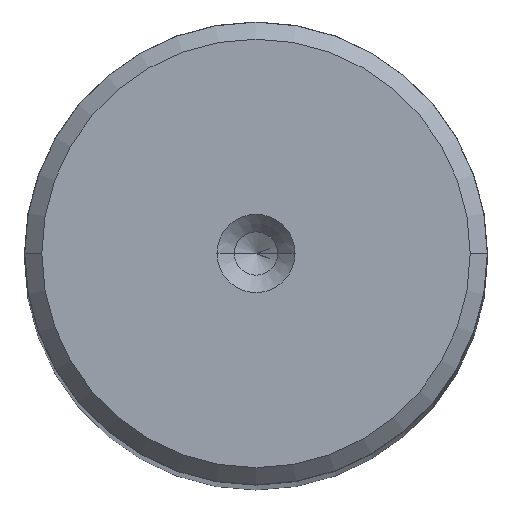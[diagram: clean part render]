
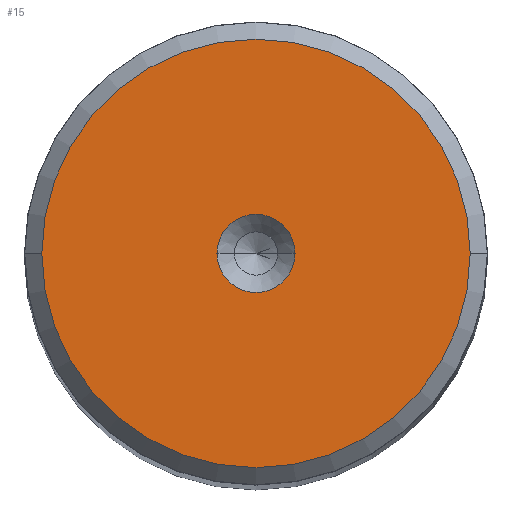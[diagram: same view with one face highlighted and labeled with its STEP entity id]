
A CAD part, top view. The second image highlights one B-rep face of the part: STEP entity #15.
In plain terms, the highlighted planar face has unit normal (0, 0, 1).
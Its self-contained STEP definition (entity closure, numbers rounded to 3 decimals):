
#15 = ADVANCED_FACE ( 'NONE', ( #2469, #1859 ), #353, .T. ) ;
#38 = EDGE_LOOP ( 'NONE', ( #1907, #2758 ) ) ;
#200 = AXIS2_PLACEMENT_3D ( 'NONE', #1916, #448, #2320 ) ;
#295 = VERTEX_POINT ( 'NONE', #2326 ) ;
#353 = PLANE ( 'NONE',  #1299 ) ;
#362 = ORIENTED_EDGE ( 'NONE', *, *, #917, .T. ) ;
#435 = CIRCLE ( 'NONE', #1819, 2.7 ) ;
#448 = DIRECTION ( 'NONE',  ( 0., 0., 1. ) ) ;
#449 = CARTESIAN_POINT ( 'NONE',  ( 0., 0., 200. ) ) ;
#463 = CIRCLE ( 'NONE', #1860, 2.7 ) ;
#471 = CARTESIAN_POINT ( 'NONE',  ( 0., 0., 200. ) ) ;
#558 = CARTESIAN_POINT ( 'NONE',  ( 14.811, 0., 200. ) ) ;
#904 = DIRECTION ( 'NONE',  ( 1., 0., 0. ) ) ;
#917 = EDGE_CURVE ( 'NONE', #1621, #295, #1194, .T. ) ;
#960 = DIRECTION ( 'NONE',  ( 0., 0., 1. ) ) ;
#1032 = VERTEX_POINT ( 'NONE', #1342 ) ;
#1062 = DIRECTION ( 'NONE',  ( 1., 0., 0. ) ) ;
#1194 = CIRCLE ( 'NONE', #1278, 14.811 ) ;
#1278 = AXIS2_PLACEMENT_3D ( 'NONE', #471, #2426, #904 ) ;
#1298 = DIRECTION ( 'NONE',  ( 0., 0., 1. ) ) ;
#1299 = AXIS2_PLACEMENT_3D ( 'NONE', #2243, #960, #2062 ) ;
#1342 = CARTESIAN_POINT ( 'NONE',  ( 2.7, 0., 200. ) ) ;
#1345 = EDGE_CURVE ( 'NONE', #295, #1621, #2679, .T. ) ;
#1379 = EDGE_CURVE ( 'NONE', #1032, #2716, #435, .T. ) ;
#1621 = VERTEX_POINT ( 'NONE', #558 ) ;
#1819 = AXIS2_PLACEMENT_3D ( 'NONE', #2543, #2775, #2357 ) ;
#1838 = EDGE_LOOP ( 'NONE', ( #2311, #362 ) ) ;
#1859 = FACE_OUTER_BOUND ( 'NONE', #1838, .T. ) ;
#1860 = AXIS2_PLACEMENT_3D ( 'NONE', #449, #1298, #1062 ) ;
#1907 = ORIENTED_EDGE ( 'NONE', *, *, #1379, .F. ) ;
#1916 = CARTESIAN_POINT ( 'NONE',  ( 0., 0., 200. ) ) ;
#2062 = DIRECTION ( 'NONE',  ( 1., 0., 0. ) ) ;
#2187 = EDGE_CURVE ( 'NONE', #2716, #1032, #463, .T. ) ;
#2243 = CARTESIAN_POINT ( 'NONE',  ( 0., 0., 200. ) ) ;
#2266 = CARTESIAN_POINT ( 'NONE',  ( -2.7, 0., 200. ) ) ;
#2311 = ORIENTED_EDGE ( 'NONE', *, *, #1345, .T. ) ;
#2320 = DIRECTION ( 'NONE',  ( 1., 0., 0. ) ) ;
#2326 = CARTESIAN_POINT ( 'NONE',  ( -14.811, 0., 200. ) ) ;
#2357 = DIRECTION ( 'NONE',  ( 1., 0., 0. ) ) ;
#2426 = DIRECTION ( 'NONE',  ( 0., 0., 1. ) ) ;
#2469 = FACE_BOUND ( 'NONE', #38, .T. ) ;
#2543 = CARTESIAN_POINT ( 'NONE',  ( 0., 0., 200. ) ) ;
#2679 = CIRCLE ( 'NONE', #200, 14.811 ) ;
#2716 = VERTEX_POINT ( 'NONE', #2266 ) ;
#2758 = ORIENTED_EDGE ( 'NONE', *, *, #2187, .F. ) ;
#2775 = DIRECTION ( 'NONE',  ( 0., 0., 1. ) ) ;
